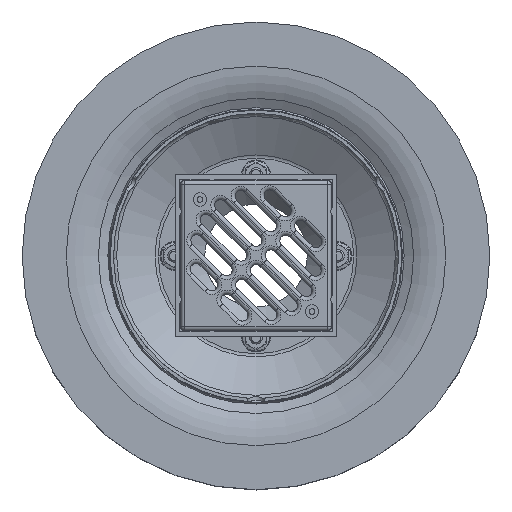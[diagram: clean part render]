
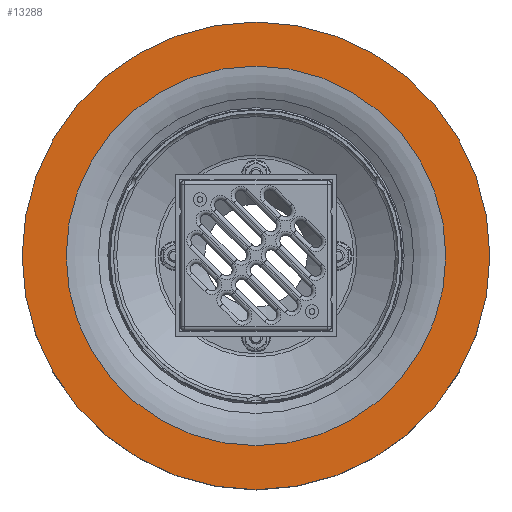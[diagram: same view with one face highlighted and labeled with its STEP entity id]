
A CAD part, top view. The second image highlights one B-rep face of the part: STEP entity #13288.
In plain terms, the highlighted planar face has unit normal (0, 0, 1).
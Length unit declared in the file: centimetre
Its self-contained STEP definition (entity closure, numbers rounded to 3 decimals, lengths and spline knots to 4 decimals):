
#157=FACE_BOUND('',#2795,.T.);
#786=PLANE('',#14978);
#1828=FACE_OUTER_BOUND('',#2794,.T.);
#2794=EDGE_LOOP('',(#11962));
#2795=EDGE_LOOP('',(#11963));
#5210=CIRCLE('',#14949,146.);
#5227=CIRCLE('',#14976,118.5);
#6392=VERTEX_POINT('',#24755);
#6406=VERTEX_POINT('',#24800);
#8249=EDGE_CURVE('',#6392,#6392,#5210,.T.);
#8269=EDGE_CURVE('',#6406,#6406,#5227,.T.);
#11962=ORIENTED_EDGE('',*,*,#8249,.F.);
#11963=ORIENTED_EDGE('',*,*,#8269,.T.);
#13288=ADVANCED_FACE('',(#1828,#157),#786,.T.);
#14949=AXIS2_PLACEMENT_3D('',#24757,#19027,#19028);
#14976=AXIS2_PLACEMENT_3D('',#24801,#19084,#19085);
#14978=AXIS2_PLACEMENT_3D('',#24803,#19088,#19089);
#19027=DIRECTION('center_axis',(0.,0.,-1.));
#19028=DIRECTION('ref_axis',(1.,0.,0.));
#19084=DIRECTION('center_axis',(0.,0.,-1.));
#19085=DIRECTION('ref_axis',(1.,0.,0.));
#19088=DIRECTION('center_axis',(0.,0.,1.));
#19089=DIRECTION('ref_axis',(0.,-1.,0.));
#24755=CARTESIAN_POINT('',(146.,0.,335.));
#24757=CARTESIAN_POINT('Origin',(0.,0.,335.));
#24800=CARTESIAN_POINT('',(0.,-118.5,335.));
#24801=CARTESIAN_POINT('Origin',(0.,0.,335.));
#24803=CARTESIAN_POINT('Origin',(-146.,0.,335.));
